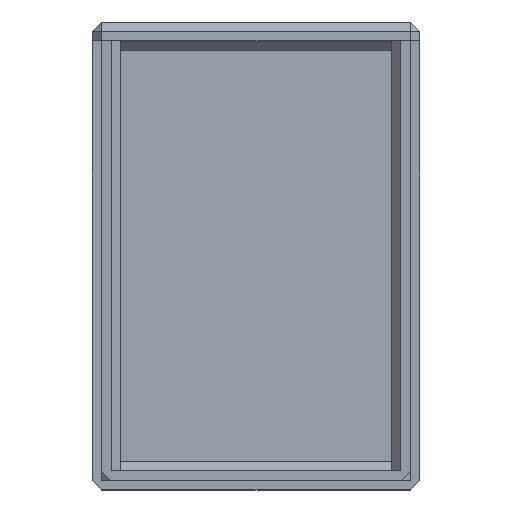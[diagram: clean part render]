
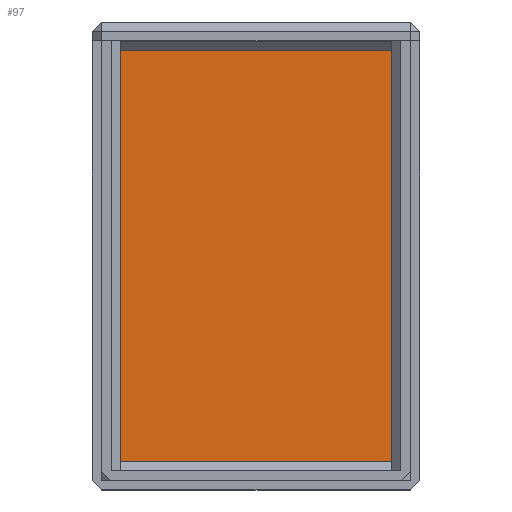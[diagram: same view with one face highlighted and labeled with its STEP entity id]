
A CAD part, top view. The second image highlights one B-rep face of the part: STEP entity #97.
In plain terms, the highlighted planar face has unit normal (0, 0, 1).
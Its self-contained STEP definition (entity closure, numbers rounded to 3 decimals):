
#97=ADVANCED_FACE('',(#478),#480,.T.);
#478=FACE_BOUND('',#479,.T.);
#479=EDGE_LOOP('',(#812,#813,#814,#815));
#480=PLANE('',#481);
#481=AXIS2_PLACEMENT_3D('',#482,#483,#484);
#482=CARTESIAN_POINT('',(0.,0.,4.));
#483=DIRECTION('',(0.,0.,1.));
#484=DIRECTION('',(-1.,0.,0.));
#812=ORIENTED_EDGE('',*,*,#993,.T.);
#813=ORIENTED_EDGE('',*,*,#957,.T.);
#814=ORIENTED_EDGE('',*,*,#994,.T.);
#815=ORIENTED_EDGE('',*,*,#995,.T.);
#957=EDGE_CURVE('',#1168,#1170,#1172,.T.);
#993=EDGE_CURVE('',#1220,#1168,#1221,.T.);
#994=EDGE_CURVE('',#1170,#1222,#1223,.T.);
#995=EDGE_CURVE('',#1222,#1220,#1224,.T.);
#1168=VERTEX_POINT('',#1591);
#1170=VERTEX_POINT('',#1595);
#1172=LINE('',#1599,#1600);
#1220=VERTEX_POINT('',#1719);
#1221=LINE('',#1720,#1721);
#1222=VERTEX_POINT('',#1723);
#1223=LINE('',#1724,#1725);
#1224=LINE('',#1727,#1728);
#1591=CARTESIAN_POINT('',(29.,44.,4.));
#1595=CARTESIAN_POINT('',(-29.,44.,4.));
#1599=CARTESIAN_POINT('',(29.,44.,4.));
#1600=VECTOR('',#1601,1.);
#1601=DIRECTION('',(-1.,0.,0.));
#1719=CARTESIAN_POINT('',(29.,-44.,4.));
#1720=CARTESIAN_POINT('',(29.,-44.,4.));
#1721=VECTOR('',#1722,1.);
#1722=DIRECTION('',(0.,1.,0.));
#1723=CARTESIAN_POINT('',(-29.,-44.,4.));
#1724=CARTESIAN_POINT('',(-29.,44.,4.));
#1725=VECTOR('',#1726,1.);
#1726=DIRECTION('',(0.,-1.,0.));
#1727=CARTESIAN_POINT('',(-29.,-44.,4.));
#1728=VECTOR('',#1729,1.);
#1729=DIRECTION('',(1.,0.,0.));
